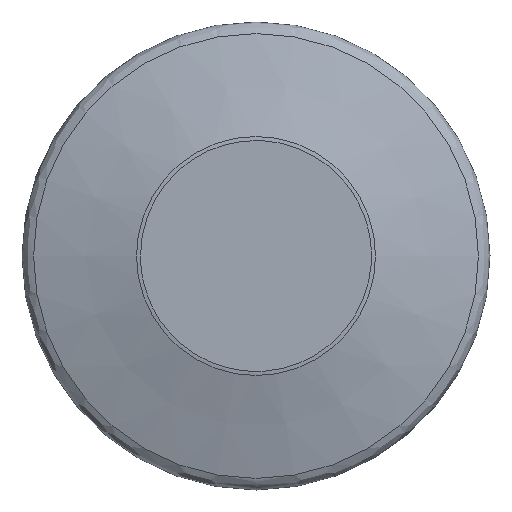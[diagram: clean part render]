
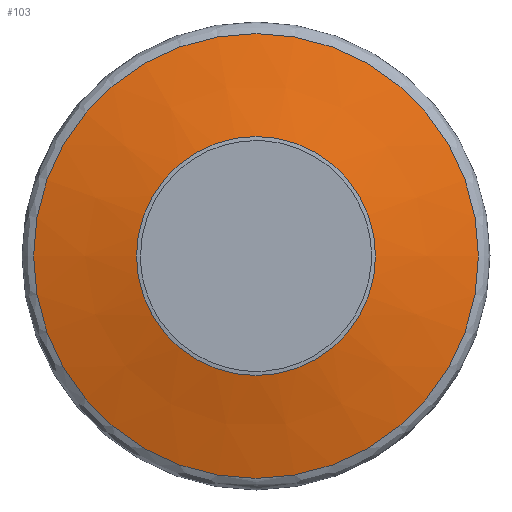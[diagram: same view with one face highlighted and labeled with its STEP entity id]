
A CAD part, left-side view. The second image highlights one B-rep face of the part: STEP entity #103.
In plain terms, the highlighted conical face has half-angle 75 degrees and reference radius 14.259 mm.
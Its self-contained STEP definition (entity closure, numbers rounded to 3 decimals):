
#2 = EDGE_LOOP ( 'NONE', ( #137 ) ) ;
#16 = EDGE_LOOP ( 'NONE', ( #254 ) ) ;
#26 = AXIS2_PLACEMENT_3D ( 'NONE', #114, #93, #53 ) ;
#46 = FACE_OUTER_BOUND ( 'NONE', #16, .T. ) ;
#51 = VERTEX_POINT ( 'NONE', #111 ) ;
#53 = DIRECTION ( 'NONE',  ( 0., 1., 0. ) ) ;
#83 = CARTESIAN_POINT ( 'NONE',  ( 1.801, 0., 0. ) ) ;
#93 = DIRECTION ( 'NONE',  ( 1., 0., 0. ) ) ;
#100 = CONICAL_SURFACE ( 'NONE', #26, 14.259, 1.309 ) ;
#103 = ADVANCED_FACE ( 'NONE', ( #193, #46 ), #100, .T. ) ;
#104 = DIRECTION ( 'NONE',  ( 1., 0., 0. ) ) ;
#111 = CARTESIAN_POINT ( 'NONE',  ( 1.801, 0., -14.259 ) ) ;
#114 = CARTESIAN_POINT ( 'NONE',  ( 1.801, 0., 0. ) ) ;
#137 = ORIENTED_EDGE ( 'NONE', *, *, #178, .T. ) ;
#141 = DIRECTION ( 'NONE',  ( 1., 0., 0. ) ) ;
#157 = VERTEX_POINT ( 'NONE', #290 ) ;
#164 = AXIS2_PLACEMENT_3D ( 'NONE', #83, #104, #212 ) ;
#178 = EDGE_CURVE ( 'NONE', #157, #157, #289, .T. ) ;
#193 = FACE_BOUND ( 'NONE', #2, .T. ) ;
#197 = CARTESIAN_POINT ( 'NONE',  ( 0.034, 0., 0. ) ) ;
#212 = DIRECTION ( 'NONE',  ( 0., 0., -1. ) ) ;
#254 = ORIENTED_EDGE ( 'NONE', *, *, #257, .F. ) ;
#257 = EDGE_CURVE ( 'NONE', #51, #51, #284, .T. ) ;
#263 = DIRECTION ( 'NONE',  ( 0., 1., 0. ) ) ;
#284 = CIRCLE ( 'NONE', #164, 14.259 ) ;
#287 = AXIS2_PLACEMENT_3D ( 'NONE', #197, #141, #263 ) ;
#289 = CIRCLE ( 'NONE', #287, 7.663 ) ;
#290 = CARTESIAN_POINT ( 'NONE',  ( 0.034, 7.663, 0. ) ) ;
